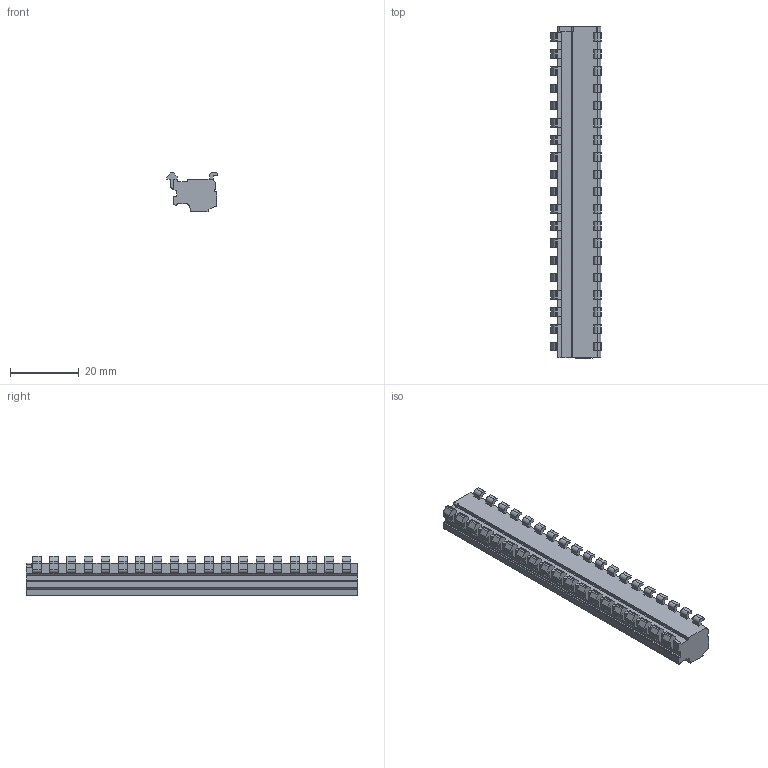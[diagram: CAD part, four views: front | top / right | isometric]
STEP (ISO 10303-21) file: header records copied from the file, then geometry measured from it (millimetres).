
FILE_DESCRIPTION((''),'2;1');
FILE_NAME('PRT0007','2024-10-15T13:18:18',('tluser'),(''),'CREO PARAMETRIC BY PTC INC, 2018100','CREO PARAMETRIC BY PTC INC, 2018100','');
FILE_SCHEMA(('CONFIG_CONTROL_DESIGN'));
Length unit declared in the file: millimetre
Products named in the file (1): PRT0007
Bounding box: 14.7 x 96.5 x 11.5 mm (x, y, z)
Volume: 9894.6 mm3; surface area: 5708.3 mm2
Topology: 1 solids, 1 shells, 834 faces, 2289 edges, 1514 vertices
Faces by surface type: plane 566, cylinder 230, cone 38
Entity records: 26641 total; most frequent: CARTESIAN_POINT 4960, ORIENTED_EDGE 4578, DIRECTION 4433, EDGE_CURVE 2289, VECTOR 1731, LINE 1731, VERTEX_POINT 1514, AXIS2_PLACEMENT_3D 1351
